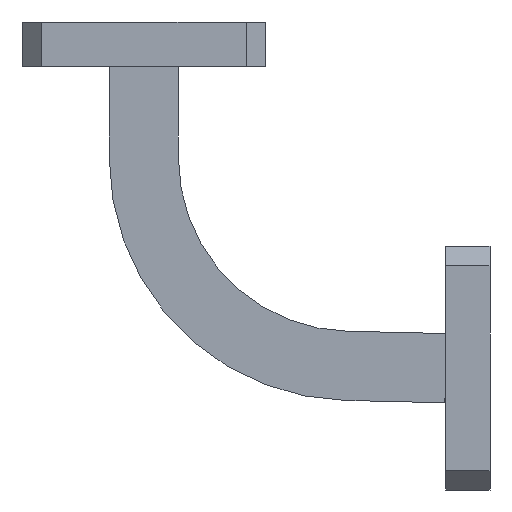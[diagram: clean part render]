
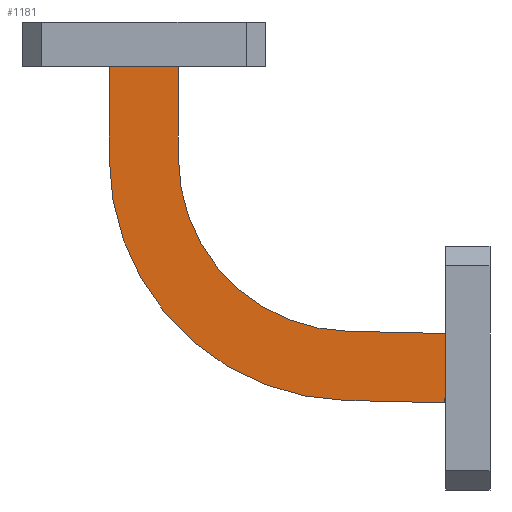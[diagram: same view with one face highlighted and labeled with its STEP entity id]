
A CAD part, front view. The second image highlights one B-rep face of the part: STEP entity #1181.
In plain terms, the highlighted planar face has unit normal (0, -1, 0).
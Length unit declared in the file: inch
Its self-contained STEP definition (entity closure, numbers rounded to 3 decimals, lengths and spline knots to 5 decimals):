
#13 = VERTEX_POINT ( 'NONE', #812 ) ;
#49 = CARTESIAN_POINT ( 'NONE',  ( -1.215, -0.25, 0.7581 ) ) ;
#60 = VERTEX_POINT ( 'NONE', #980 ) ;
#98 = EDGE_CURVE ( 'NONE', #1352, #511, #770, .T. ) ;
#105 = LINE ( 'NONE', #554, #1475 ) ;
#119 = ORIENTED_EDGE ( 'NONE', *, *, #431, .F. ) ;
#137 = CARTESIAN_POINT ( 'NONE',  ( -0.36033, -0.25, -0.11666 ) ) ;
#145 = CARTESIAN_POINT ( 'NONE',  ( -1.215, -0.25, 1.09 ) ) ;
#174 = ORIENTED_EDGE ( 'NONE', *, *, #353, .T. ) ;
#210 = DIRECTION ( 'NONE',  ( 0., 0., 1. ) ) ;
#213 = EDGE_CURVE ( 'NONE', #13, #385, #416, .T. ) ;
#262 = DIRECTION ( 'NONE',  ( 0., 0., 1. ) ) ;
#264 = EDGE_CURVE ( 'NONE', #511, #385, #1733, .T. ) ;
#290 = VERTEX_POINT ( 'NONE', #1641 ) ;
#353 = EDGE_CURVE ( 'NONE', #60, #1566, #394, .T. ) ;
#363 = VECTOR ( 'NONE', #1238, 39.37008 ) ;
#367 = VECTOR ( 'NONE', #262, 39.37008 ) ;
#374 = CARTESIAN_POINT ( 'NONE',  ( -0.965, -0.25, 0.7581 ) ) ;
#385 = VERTEX_POINT ( 'NONE', #145 ) ;
#394 = LINE ( 'NONE', #137, #1158 ) ;
#401 = CARTESIAN_POINT ( 'NONE',  ( -0.965, -0.25, 0.7581 ) ) ;
#406 = DIRECTION ( 'NONE',  ( 0., -1., 0. ) ) ;
#416 = LINE ( 'NONE', #49, #1547 ) ;
#431 = EDGE_CURVE ( 'NONE', #536, #1196, #607, .T. ) ;
#474 = AXIS2_PLACEMENT_3D ( 'NONE', #1386, #1109, #210 ) ;
#511 = VERTEX_POINT ( 'NONE', #1034 ) ;
#536 = VERTEX_POINT ( 'NONE', #1089 ) ;
#554 = CARTESIAN_POINT ( 'NONE',  ( 0.0029, -0.25, 0.12497 ) ) ;
#607 = LINE ( 'NONE', #984, #1221 ) ;
#615 = EDGE_CURVE ( 'NONE', #290, #1566, #105, .T. ) ;
#653 = EDGE_CURVE ( 'NONE', #13, #60, #681, .T. ) ;
#681 = CIRCLE ( 'NONE', #988, 0.875 ) ;
#767 = ORIENTED_EDGE ( 'NONE', *, *, #653, .T. ) ;
#770 = LINE ( 'NONE', #401, #367 ) ;
#811 = CARTESIAN_POINT ( 'NONE',  ( 0., -0.25, 0.12503 ) ) ;
#812 = CARTESIAN_POINT ( 'NONE',  ( -1.215, -0.25, 0.7581 ) ) ;
#836 = DIRECTION ( 'NONE',  ( -0.023, 0., -1. ) ) ;
#846 = CARTESIAN_POINT ( 'NONE',  ( -0.34, -0.25, 0.7581 ) ) ;
#861 = EDGE_CURVE ( 'NONE', #290, #1196, #1021, .T. ) ;
#887 = DIRECTION ( 'NONE',  ( 0., 0., -1. ) ) ;
#980 = CARTESIAN_POINT ( 'NONE',  ( -0.36033, -0.25, -0.11666 ) ) ;
#984 = CARTESIAN_POINT ( 'NONE',  ( -0.35452, -0.25, 0.13327 ) ) ;
#988 = AXIS2_PLACEMENT_3D ( 'NONE', #846, #406, #1833 ) ;
#998 = ORIENTED_EDGE ( 'NONE', *, *, #213, .F. ) ;
#1017 = EDGE_LOOP ( 'NONE', ( #1283, #1730, #119, #1813, #1774, #1197, #998, #767, #174 ) ) ;
#1021 = LINE ( 'NONE', #1183, #363 ) ;
#1034 = CARTESIAN_POINT ( 'NONE',  ( -0.965, -0.25, 1.09 ) ) ;
#1081 = VECTOR ( 'NONE', #1101, 39.37008 ) ;
#1089 = CARTESIAN_POINT ( 'NONE',  ( -0.35452, -0.25, 0.13327 ) ) ;
#1091 = PLANE ( 'NONE',  #474 ) ;
#1101 = DIRECTION ( 'NONE',  ( -1., 0., 0. ) ) ;
#1109 = DIRECTION ( 'NONE',  ( 0., 1., 0. ) ) ;
#1158 = VECTOR ( 'NONE', #1398, 39.37008 ) ;
#1181 = ADVANCED_FACE ( 'NONE', ( #1335 ), #1091, .F. ) ;
#1183 = CARTESIAN_POINT ( 'NONE',  ( 0., -0.25, 0. ) ) ;
#1196 = VERTEX_POINT ( 'NONE', #811 ) ;
#1197 = ORIENTED_EDGE ( 'NONE', *, *, #264, .T. ) ;
#1221 = VECTOR ( 'NONE', #1581, 39.37008 ) ;
#1238 = DIRECTION ( 'NONE',  ( 0., 0., 1. ) ) ;
#1266 = CIRCLE ( 'NONE', #1421, 0.625 ) ;
#1283 = ORIENTED_EDGE ( 'NONE', *, *, #615, .F. ) ;
#1291 = DIRECTION ( 'NONE',  ( 0., -1., 0. ) ) ;
#1335 = FACE_OUTER_BOUND ( 'NONE', #1017, .T. ) ;
#1348 = EDGE_CURVE ( 'NONE', #1352, #536, #1266, .T. ) ;
#1352 = VERTEX_POINT ( 'NONE', #374 ) ;
#1378 = CARTESIAN_POINT ( 'NONE',  ( -0.965, -0.25, 1.09 ) ) ;
#1386 = CARTESIAN_POINT ( 'NONE',  ( -0.965, -0.25, 0.7581 ) ) ;
#1398 = DIRECTION ( 'NONE',  ( 1., 0., -0.023 ) ) ;
#1421 = AXIS2_PLACEMENT_3D ( 'NONE', #1676, #1291, #887 ) ;
#1475 = VECTOR ( 'NONE', #836, 39.37008 ) ;
#1487 = DIRECTION ( 'NONE',  ( 0., 0., 1. ) ) ;
#1547 = VECTOR ( 'NONE', #1487, 39.37008 ) ;
#1566 = VERTEX_POINT ( 'NONE', #1657 ) ;
#1581 = DIRECTION ( 'NONE',  ( 1., 0., -0.023 ) ) ;
#1641 = CARTESIAN_POINT ( 'NONE',  ( 0., -0.25, 0. ) ) ;
#1657 = CARTESIAN_POINT ( 'NONE',  ( -0.0029, -0.25, -0.12497 ) ) ;
#1676 = CARTESIAN_POINT ( 'NONE',  ( -0.34, -0.25, 0.7581 ) ) ;
#1730 = ORIENTED_EDGE ( 'NONE', *, *, #861, .T. ) ;
#1733 = LINE ( 'NONE', #1378, #1081 ) ;
#1774 = ORIENTED_EDGE ( 'NONE', *, *, #98, .T. ) ;
#1813 = ORIENTED_EDGE ( 'NONE', *, *, #1348, .F. ) ;
#1833 = DIRECTION ( 'NONE',  ( 0., 0., -1. ) ) ;
